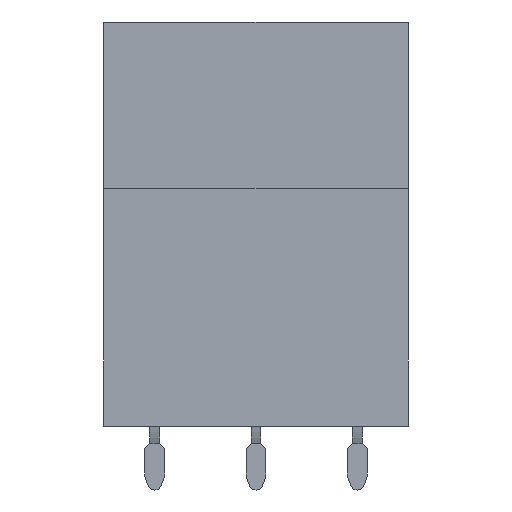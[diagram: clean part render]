
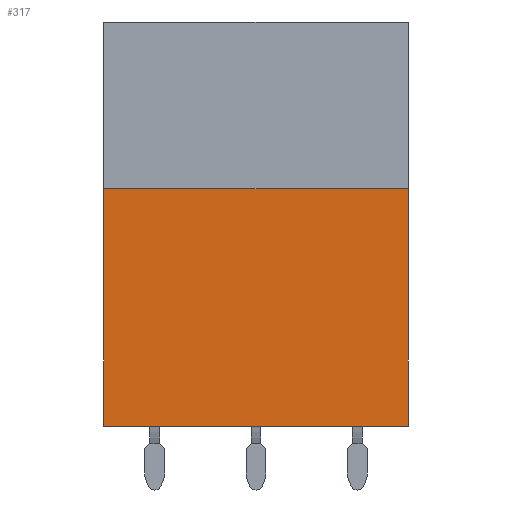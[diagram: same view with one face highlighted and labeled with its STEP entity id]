
A CAD part, front view. The second image highlights one B-rep face of the part: STEP entity #317.
In plain terms, the highlighted planar face has unit normal (0, -1, 0).
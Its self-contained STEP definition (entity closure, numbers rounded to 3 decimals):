
#290=AXIS2_PLACEMENT_3D('Plane Axis2P3D',#287,#288,#289) ;
#242=CARTESIAN_POINT('Vertex',(0.,0.,3.2)) ;
#245=CARTESIAN_POINT('Line Origine',(0.,0.,9.15)) ;
#249=CARTESIAN_POINT('Vertex',(0.,0.,15.1)) ;
#287=CARTESIAN_POINT('Axis2P3D Location',(5.08,0.,0.)) ;
#292=CARTESIAN_POINT('Line Origine',(15.24,0.,9.15)) ;
#296=CARTESIAN_POINT('Vertex',(15.24,0.,3.2)) ;
#298=CARTESIAN_POINT('Vertex',(15.24,0.,15.1)) ;
#301=CARTESIAN_POINT('Line Origine',(7.62,0.,15.1)) ;
#306=CARTESIAN_POINT('Line Origine',(7.62,0.,3.2)) ;
#246=DIRECTION('Vector Direction',(0.,0.,1.)) ;
#288=DIRECTION('Axis2P3D Direction',(0.,1.,-0.)) ;
#289=DIRECTION('Axis2P3D XDirection',(-1.,0.,0.)) ;
#293=DIRECTION('Vector Direction',(0.,0.,1.)) ;
#302=DIRECTION('Vector Direction',(1.,0.,0.)) ;
#307=DIRECTION('Vector Direction',(-1.,0.,0.)) ;
#247=VECTOR('Line Direction',#246,1.) ;
#294=VECTOR('Line Direction',#293,1.) ;
#303=VECTOR('Line Direction',#302,1.) ;
#308=VECTOR('Line Direction',#307,1.) ;
#312=ORIENTED_EDGE('',*,*,#300,.T.) ;
#313=ORIENTED_EDGE('',*,*,#305,.F.) ;
#314=ORIENTED_EDGE('',*,*,#251,.F.) ;
#315=ORIENTED_EDGE('',*,*,#310,.F.) ;
#317=ADVANCED_FACE('BLL 5.08/03/180 3.2 SN OR 1630720000',(#316),#291,.F.) ;
#251=EDGE_CURVE('',#243,#250,#248,.T.) ;
#300=EDGE_CURVE('',#297,#299,#295,.T.) ;
#305=EDGE_CURVE('',#250,#299,#304,.T.) ;
#310=EDGE_CURVE('',#297,#243,#309,.T.) ;
#311=EDGE_LOOP('',(#312,#313,#314,#315)) ;
#316=FACE_OUTER_BOUND('',#311,.T.) ;
#248=LINE('Line',#245,#247) ;
#295=LINE('Line',#292,#294) ;
#304=LINE('Line',#301,#303) ;
#309=LINE('Line',#306,#308) ;
#291=PLANE('',#290) ;
#243=VERTEX_POINT('',#242) ;
#250=VERTEX_POINT('',#249) ;
#297=VERTEX_POINT('',#296) ;
#299=VERTEX_POINT('',#298) ;
